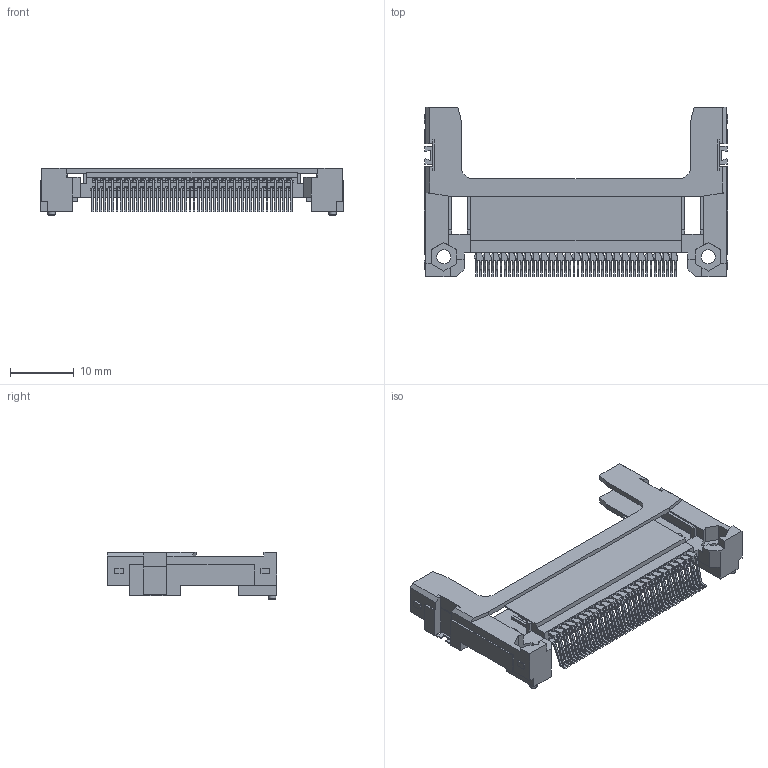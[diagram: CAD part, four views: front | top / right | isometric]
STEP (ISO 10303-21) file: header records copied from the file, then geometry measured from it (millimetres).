
FILE_DESCRIPTION( ( 'Unknown' ), '1' );
FILE_NAME( '693120035011.stp', 'Unknown', ( 'Unknown' ), ( 'Unknown' ), 'PSStep 17.0.49', 'Unknown', ' ' );
FILE_SCHEMA( ( 'AUTOMOTIVE_DESIGN { 1 0 10303 214 1 1 1 1 }' ) );
Length unit declared in the file: millimetre
Products named in the file (8): Assem1; 693120035011; 693120035011_PATTE; 693120035011_PIN_HAUT_COURTE; 693120035011_PIN_BAS_LONGUE; 693120035011_PIN_HAUT_LONGUE; 693120035011_PIN_BAS; 693120035011_PIN_HAUT
Assembly tree (53 placements, depth 2):
  Assem1
    693120035011
    693120035011_PATTE  x2
    693120035011_PIN_HAUT_COURTE
    693120035011_PIN_BAS_LONGUE  x3
    693120035011_PIN_HAUT_LONGUE  x2
    693120035011_PIN_BAS  x22
    693120035011_PIN_HAUT  x22
Bounding box: 47.6 x 26.5 x 7.4 mm (x, y, z)
Volume: 1604.7 mm3; surface area: 5121.7 mm2
Topology: 53 solids, 53 shells, 2370 faces, 6124 edges, 3858 vertices
Faces by surface type: plane 1823, cylinder 545, cone 2
Full cylindrical faces by diameter (mm): 1.2 x2, 2.2 x2
Entity records: 30014 total; most frequent: CARTESIAN_POINT 4273, ORIENTED_EDGE 4026, DIRECTION 3773, EDGE_CURVE 2013, LINE 1869, VECTOR 1869, VERTEX_POINT 1257, AXIS2_PLACEMENT_3D 952
